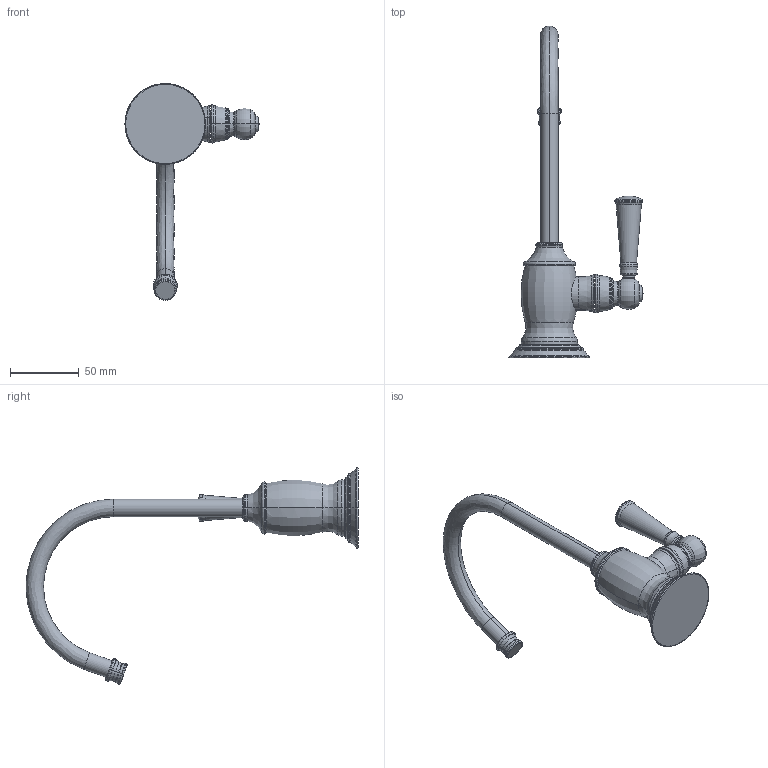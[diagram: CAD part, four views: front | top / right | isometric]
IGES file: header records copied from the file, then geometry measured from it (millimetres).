
Start section:  PTC IGES file: 2470-5613.igs
Global section: file name: 2470-5613.igs; native system: Creo Parametric by PTC Inc.; preprocessor: 2018400; author: jinson.thomas; organization: Unknown; date: 20210421.143041; units: inch
Bounding box: 97.14 x 240.59 x 157.08 mm (x, y, z)
Volume: 161434.7 mm3; surface area: 33457.3 mm2
Topology: 1 solids, 1 shells, 169 faces, 340 edges, 183 vertices
Faces by surface type: revolution 154, bspline 15
